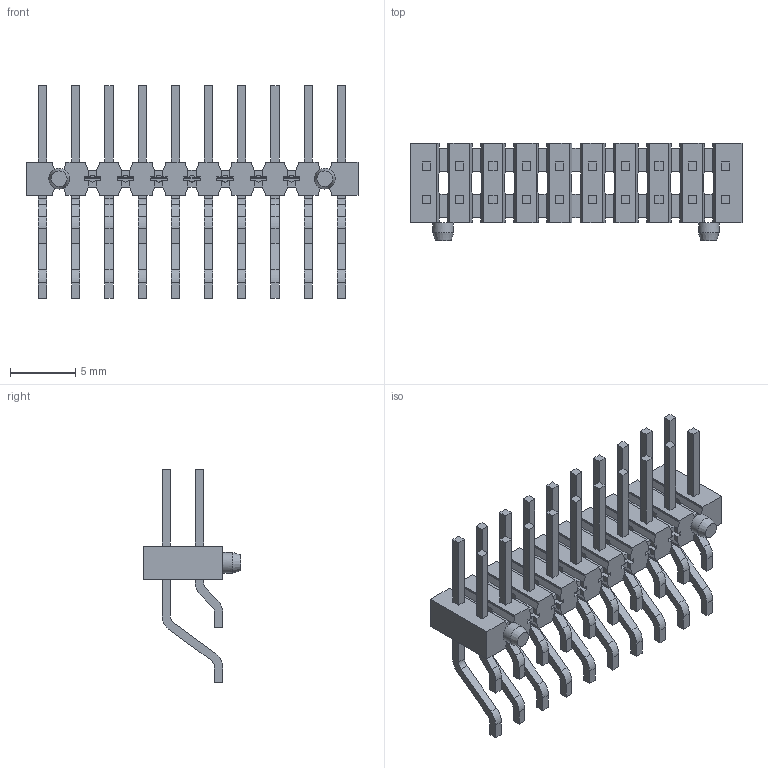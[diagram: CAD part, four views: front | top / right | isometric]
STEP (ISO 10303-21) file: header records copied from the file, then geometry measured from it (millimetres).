
FILE_DESCRIPTION(/* description */ ('STEP AP214'),/* implementation_level */ '2;1');
FILE_NAME(/* name */ 'TSM-110-01-L-DH-A',/* time_stamp */ '2023-03-27T11:37:54+02:00',/* author */ ('License CC BY-ND 4.0'),/* organization */ ('CADENAS'),/* preprocessor_version */ 'ST-DEVELOPER v19.3',/* originating_system */ 'PARTsolutions',/* authorisation */ ' ');
FILE_SCHEMA (('AUTOMOTIVE_DESIGN {1 0 10303 214 3 1 1}'));
Length unit declared in the file: inch
Products named in the file (3): TSM-110-01-L-DH-A; T-1S6-09(-01-10-DH); TSM-110-01-DH-A_body
Assembly tree (2 placements, depth 2):
  TSM-110-01-L-DH-A
    T-1S6-09(-01-10-DH)
    TSM-110-01-DH-A_body
Bounding box: 25.4 x 7.49 x 16.26 mm (x, y, z)
Volume: 415.6 mm3; surface area: 1680.2 mm2
Topology: 2 solids, 2 shells, 982 faces, 2798 edges, 1838 vertices
Faces by surface type: plane 862, cylinder 118, cone 2
Full cylindrical faces by diameter (mm): 1.575 x2
Entity records: 31610 total; most frequent: CARTESIAN_POINT 5613, ORIENTED_EDGE 5584, DIRECTION 5006, EDGE_CURVE 2792, LINE 2548, VECTOR 2548, VERTEX_POINT 1836, AXIS2_PLACEMENT_3D 1229
